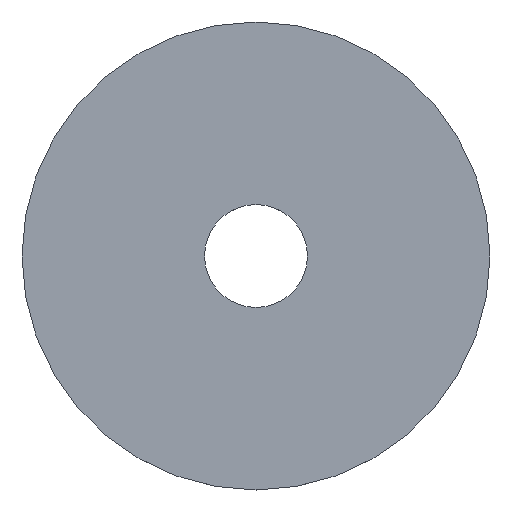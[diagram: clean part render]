
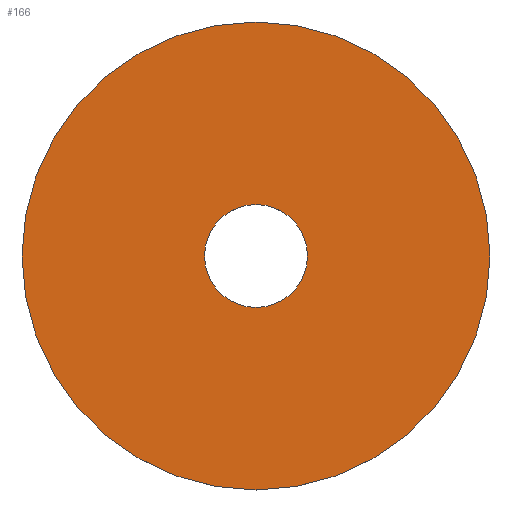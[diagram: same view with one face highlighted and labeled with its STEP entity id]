
A CAD part, top view. The second image highlights one B-rep face of the part: STEP entity #166.
In plain terms, the highlighted planar face has unit normal (0, 0, 1).
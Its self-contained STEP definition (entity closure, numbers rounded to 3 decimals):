
#4 = CARTESIAN_POINT ( 'NONE',  ( 0., 0., 1.5 ) ) ;
#10 = DIRECTION ( 'NONE',  ( 0., 1., 0. ) ) ;
#16 = CARTESIAN_POINT ( 'NONE',  ( 0., 50., 1.5 ) ) ;
#26 = DIRECTION ( 'NONE',  ( 0., 0., -1. ) ) ;
#42 = DIRECTION ( 'NONE',  ( 0., 0., 1. ) ) ;
#45 = AXIS2_PLACEMENT_3D ( 'NONE', #4, #26, #87 ) ;
#53 = VERTEX_POINT ( 'NONE', #16 ) ;
#56 = AXIS2_PLACEMENT_3D ( 'NONE', #118, #42, #158 ) ;
#65 = EDGE_LOOP ( 'NONE', ( #99 ) ) ;
#71 = CARTESIAN_POINT ( 'NONE',  ( 0., 0., 1.5 ) ) ;
#86 = FACE_OUTER_BOUND ( 'NONE', #65, .T. ) ;
#87 = DIRECTION ( 'NONE',  ( 0., 1., 0. ) ) ;
#89 = CIRCLE ( 'NONE', #45, 11. ) ;
#98 = EDGE_CURVE ( 'NONE', #106, #106, #89, .T. ) ;
#99 = ORIENTED_EDGE ( 'NONE', *, *, #136, .F. ) ;
#106 = VERTEX_POINT ( 'NONE', #116 ) ;
#116 = CARTESIAN_POINT ( 'NONE',  ( 0., 11., 1.5 ) ) ;
#118 = CARTESIAN_POINT ( 'NONE',  ( 0., 11., 1.5 ) ) ;
#119 = PLANE ( 'NONE',  #56 ) ;
#124 = CIRCLE ( 'NONE', #139, 50. ) ;
#136 = EDGE_CURVE ( 'NONE', #53, #53, #124, .T. ) ;
#138 = ORIENTED_EDGE ( 'NONE', *, *, #98, .T. ) ;
#139 = AXIS2_PLACEMENT_3D ( 'NONE', #71, #159, #10 ) ;
#140 = EDGE_LOOP ( 'NONE', ( #138 ) ) ;
#144 = FACE_BOUND ( 'NONE', #140, .T. ) ;
#158 = DIRECTION ( 'NONE',  ( 0., -1., 0. ) ) ;
#159 = DIRECTION ( 'NONE',  ( 0., 0., -1. ) ) ;
#166 = ADVANCED_FACE ( 'NONE', ( #144, #86 ), #119, .T. ) ;
